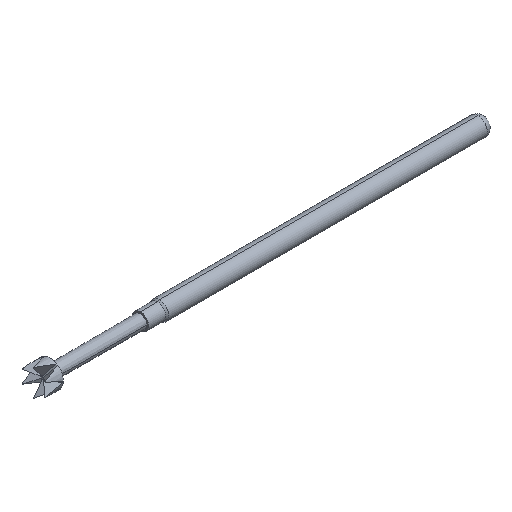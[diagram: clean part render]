
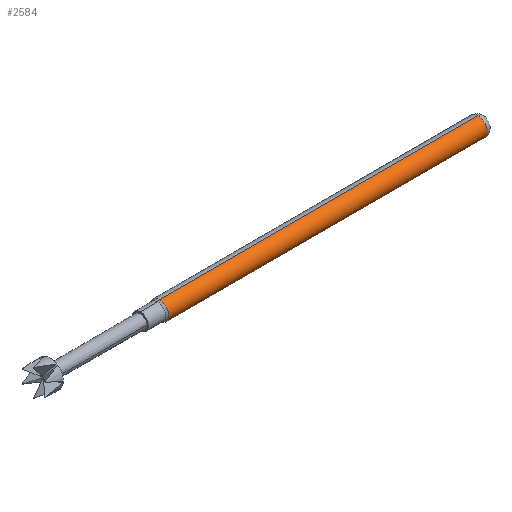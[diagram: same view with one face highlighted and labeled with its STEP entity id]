
A CAD part, isometric view. The second image highlights one B-rep face of the part: STEP entity #2584.
In plain terms, the highlighted cylindrical face has radius 0.683 mm (diameter 1.367 mm), a partial arc.
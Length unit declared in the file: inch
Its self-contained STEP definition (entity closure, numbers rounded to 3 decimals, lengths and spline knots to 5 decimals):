
#157 = EDGE_CURVE ( 'NONE', #1911, #759, #2947, .T. ) ;
#262 = CARTESIAN_POINT ( 'NONE',  ( 1., 0., 0. ) ) ;
#286 = DIRECTION ( 'NONE',  ( 0., 0., 1. ) ) ;
#292 = EDGE_CURVE ( 'NONE', #2636, #4281, #555, .T. ) ;
#315 = DIRECTION ( 'NONE',  ( -1., 0., 0. ) ) ;
#330 = AXIS2_PLACEMENT_3D ( 'NONE', #4209, #1031, #286 ) ;
#426 = DIRECTION ( 'NONE',  ( -1., 0., 0. ) ) ;
#429 = DIRECTION ( 'NONE',  ( 0., 0., 1. ) ) ;
#447 = CARTESIAN_POINT ( 'NONE',  ( 1., 0., -0.0269 ) ) ;
#555 = LINE ( 'NONE', #1624, #3010 ) ;
#665 = DIRECTION ( 'NONE',  ( 0., 0., -1. ) ) ;
#759 = VERTEX_POINT ( 'NONE', #1236 ) ;
#781 = EDGE_CURVE ( 'NONE', #1911, #2636, #1013, .T. ) ;
#1013 = CIRCLE ( 'NONE', #3602, 0.0269 ) ;
#1031 = DIRECTION ( 'NONE',  ( -1., 0., 0. ) ) ;
#1214 = ORIENTED_EDGE ( 'NONE', *, *, #292, .T. ) ;
#1236 = CARTESIAN_POINT ( 'NONE',  ( 0.055, 0., -0.0269 ) ) ;
#1262 = ORIENTED_EDGE ( 'NONE', *, *, #3043, .F. ) ;
#1265 = ORIENTED_EDGE ( 'NONE', *, *, #157, .F. ) ;
#1375 = CARTESIAN_POINT ( 'NONE',  ( 0.98, 0., 0. ) ) ;
#1547 = ORIENTED_EDGE ( 'NONE', *, *, #781, .T. ) ;
#1624 = CARTESIAN_POINT ( 'NONE',  ( 1., 0., 0.0269 ) ) ;
#1701 = DIRECTION ( 'NONE',  ( -1., 0., 0. ) ) ;
#1911 = VERTEX_POINT ( 'NONE', #3645 ) ;
#2026 = CYLINDRICAL_SURFACE ( 'NONE', #3136, 0.0269 ) ;
#2116 = EDGE_LOOP ( 'NONE', ( #1265, #1547, #1214, #1262 ) ) ;
#2297 = DIRECTION ( 'NONE',  ( -1., 0., 0. ) ) ;
#2417 = FACE_OUTER_BOUND ( 'NONE', #2116, .T. ) ;
#2464 = CARTESIAN_POINT ( 'NONE',  ( 0.98, 0., 0.0269 ) ) ;
#2584 = ADVANCED_FACE ( 'NONE', ( #2417 ), #2026, .T. ) ;
#2616 = CIRCLE ( 'NONE', #330, 0.0269 ) ;
#2636 = VERTEX_POINT ( 'NONE', #2464 ) ;
#2947 = LINE ( 'NONE', #447, #3898 ) ;
#3010 = VECTOR ( 'NONE', #2297, 39.37008 ) ;
#3043 = EDGE_CURVE ( 'NONE', #759, #4281, #2616, .T. ) ;
#3051 = CARTESIAN_POINT ( 'NONE',  ( 0.055, 0., 0.0269 ) ) ;
#3136 = AXIS2_PLACEMENT_3D ( 'NONE', #262, #1701, #429 ) ;
#3602 = AXIS2_PLACEMENT_3D ( 'NONE', #1375, #315, #665 ) ;
#3645 = CARTESIAN_POINT ( 'NONE',  ( 0.98, 0., -0.0269 ) ) ;
#3898 = VECTOR ( 'NONE', #426, 39.37008 ) ;
#4209 = CARTESIAN_POINT ( 'NONE',  ( 0.055, 0., 0. ) ) ;
#4281 = VERTEX_POINT ( 'NONE', #3051 ) ;
